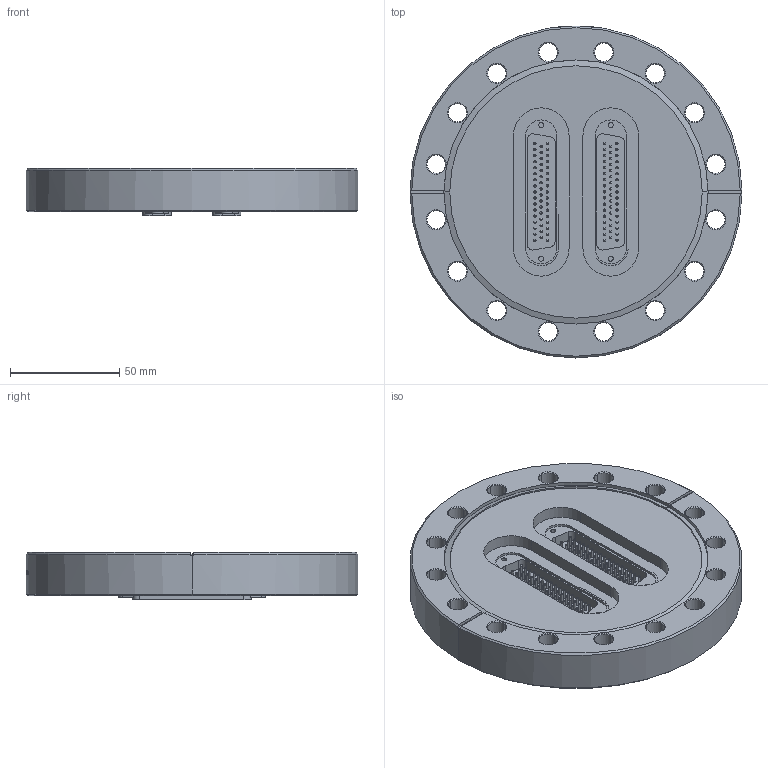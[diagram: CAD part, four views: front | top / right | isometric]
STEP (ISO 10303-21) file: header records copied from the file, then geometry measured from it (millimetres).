
FILE_DESCRIPTION(/* description */ ('Alibre Inc.'),/* implementation_level */ '2;1');
FILE_NAME(/* name */ 'export0',/* time_stamp */ '2009-06-11T10:27:24-07:00',/* author */ (''),/* organization */ (''),/* preprocessor_version */ 'ST-DEVELOPER v10',/* originating_system */ 'Alibre',/* authorisation */ '');
FILE_SCHEMA (('CONFIG_CONTROL_DESIGN'));
Length unit declared in the file: centimetre
Products named in the file (1): ID_1
Bounding box: 151.64 x 151.64 x 21.56 mm (x, y, z)
Volume: 292799.6 mm3; surface area: 63559.3 mm2
Topology: 1 solids, 1 shells, 1523 faces, 3209 edges, 2134 vertices
Faces by surface type: plane 592, cylinder 520, torus 200, bspline 140, cone 70, sphere 1
Full cylindrical faces by diameter (mm): 0.94 x200, 1.067 x174, 1.118 x26, 2.261 x8
Entity records: 58987 total; most frequent: CARTESIAN_POINT 31538, DIRECTION 4847, ORIENTED_EDGE 4750, EDGE_LOOP 2613, FACE_BOUND 2613, AXIS2_PLACEMENT_3D 2579, EDGE_CURVE 2375, VERTEX_POINT 1908
